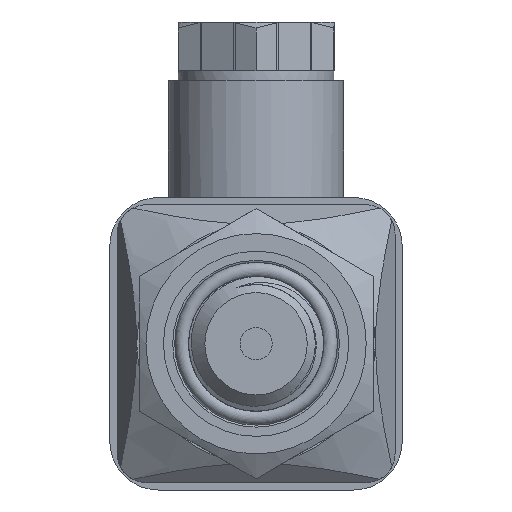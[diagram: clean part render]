
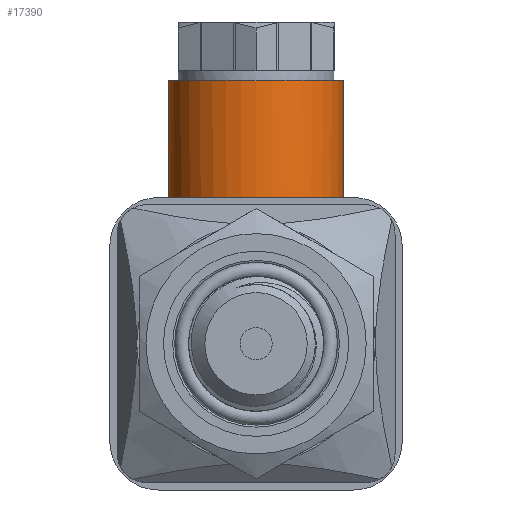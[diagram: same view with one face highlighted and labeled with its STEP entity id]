
A CAD part, left-side view. The second image highlights one B-rep face of the part: STEP entity #17390.
In plain terms, the highlighted cylindrical face has radius 9 mm (diameter 18 mm), a full revolution.
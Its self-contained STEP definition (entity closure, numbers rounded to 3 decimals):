
#1973=FACE_OUTER_BOUND('',#3036,.T.);
#3036=EDGE_LOOP('',(#16181,#16182,#16183,#16184,#16185,#16186,#16187));
#3417=CIRCLE('',#18527,9.);
#3418=CIRCLE('',#18528,9.);
#3443=CIRCLE('',#18609,9.);
#3993=B_SPLINE_CURVE_WITH_KNOTS('',3,(#46348,#46349,#46350,#46351,#46352,
#46353,#46354,#46355,#46356,#46357),.UNSPECIFIED.,.F.,.F.,(4,2,1,1,1,1,
4),(-0.002,0.,0.204,0.408,0.611,
0.815,1.019),.UNSPECIFIED.);
#3994=B_SPLINE_CURVE_WITH_KNOTS('',3,(#46426,#46427,#46428,#46429,#46430,
#46431,#46432,#46433,#46434,#46435,#46436,#46437),.UNSPECIFIED.,.F.,.F.,
(4,1,1,1,1,1,1,2,4),(0.,0.204,0.306,
0.408,0.509,0.611,0.815,
1.019,1.02),.UNSPECIFIED.);
#5507=LINE('',#46765,#7038);
#7038=VECTOR('',#22338,9.);
#8346=VERTEX_POINT('',#43829);
#8607=VERTEX_POINT('',#46346);
#8608=VERTEX_POINT('',#46359);
#8610=VERTEX_POINT('',#46363);
#8701=VERTEX_POINT('',#46763);
#11054=EDGE_CURVE('',#8346,#8607,#3993,.T.);
#11057=EDGE_CURVE('',#8607,#8610,#3417,.T.);
#11058=EDGE_CURVE('',#8610,#8608,#3418,.T.);
#11059=EDGE_CURVE('',#8608,#8346,#3994,.T.);
#11204=EDGE_CURVE('',#8701,#8701,#3443,.T.);
#11205=EDGE_CURVE('',#8701,#8610,#5507,.T.);
#16181=ORIENTED_EDGE('',*,*,#11204,.F.);
#16182=ORIENTED_EDGE('',*,*,#11205,.T.);
#16183=ORIENTED_EDGE('',*,*,#11057,.F.);
#16184=ORIENTED_EDGE('',*,*,#11054,.F.);
#16185=ORIENTED_EDGE('',*,*,#11059,.F.);
#16186=ORIENTED_EDGE('',*,*,#11058,.F.);
#16187=ORIENTED_EDGE('',*,*,#11205,.F.);
#16448=CYLINDRICAL_SURFACE('',#18608,9.);
#17390=ADVANCED_FACE('',(#1973),#16448,.T.);
#18527=AXIS2_PLACEMENT_3D('',#46364,#22065,#22066);
#18528=AXIS2_PLACEMENT_3D('',#46365,#22067,#22068);
#18608=AXIS2_PLACEMENT_3D('',#46762,#22334,#22335);
#18609=AXIS2_PLACEMENT_3D('',#46764,#22336,#22337);
#22065=DIRECTION('center_axis',(0.,0.,-1.));
#22066=DIRECTION('ref_axis',(1.,0.,0.));
#22067=DIRECTION('center_axis',(0.,0.,-1.));
#22068=DIRECTION('ref_axis',(1.,0.,0.));
#22334=DIRECTION('center_axis',(0.,0.,1.));
#22335=DIRECTION('ref_axis',(-1.,0.,0.));
#22336=DIRECTION('center_axis',(0.,0.,1.));
#22337=DIRECTION('ref_axis',(-1.,0.,0.));
#22338=DIRECTION('',(0.,0.,-1.));
#43829=CARTESIAN_POINT('',(-28.,0.,10.5));
#46346=CARTESIAN_POINT('',(-24.4,7.2,14.5));
#46348=CARTESIAN_POINT('Ctrl Pts',(-28.,0.,10.5));
#46349=CARTESIAN_POINT('Ctrl Pts',(-28.,0.004,10.503));
#46350=CARTESIAN_POINT('Ctrl Pts',(-28.,0.008,
10.505));
#46351=CARTESIAN_POINT('Ctrl Pts',(-27.999,0.528,
10.871));
#46352=CARTESIAN_POINT('Ctrl Pts',(-27.909,1.565,11.599));
#46353=CARTESIAN_POINT('Ctrl Pts',(-27.501,3.098,12.639));
#46354=CARTESIAN_POINT('Ctrl Pts',(-26.801,4.592,13.566));
#46355=CARTESIAN_POINT('Ctrl Pts',(-25.787,6.,14.28));
#46356=CARTESIAN_POINT('Ctrl Pts',(-24.889,6.833,14.5));
#46357=CARTESIAN_POINT('Ctrl Pts',(-24.4,7.2,14.5));
#46359=CARTESIAN_POINT('',(-24.4,-7.2,14.5));
#46363=CARTESIAN_POINT('',(-10.,0.,14.5));
#46364=CARTESIAN_POINT('Origin',(-19.,0.,14.5));
#46365=CARTESIAN_POINT('Origin',(-19.,0.,14.5));
#46426=CARTESIAN_POINT('Ctrl Pts',(-24.4,-7.2,14.5));
#46427=CARTESIAN_POINT('Ctrl Pts',(-24.889,-6.833,
14.5));
#46428=CARTESIAN_POINT('Ctrl Pts',(-25.563,-6.207,
14.335));
#46429=CARTESIAN_POINT('Ctrl Pts',(-26.294,-5.296,
13.923));
#46430=CARTESIAN_POINT('Ctrl Pts',(-26.763,-4.579,
13.539));
#46431=CARTESIAN_POINT('Ctrl Pts',(-27.15,-3.846,
13.104));
#46432=CARTESIAN_POINT('Ctrl Pts',(-27.569,-2.842,
12.466));
#46433=CARTESIAN_POINT('Ctrl Pts',(-27.909,-1.565,
11.6));
#46434=CARTESIAN_POINT('Ctrl Pts',(-27.999,-0.528,
10.871));
#46435=CARTESIAN_POINT('Ctrl Pts',(-28.,-0.008,
10.505));
#46436=CARTESIAN_POINT('Ctrl Pts',(-28.,-0.004,10.503));
#46437=CARTESIAN_POINT('Ctrl Pts',(-28.,0.,10.5));
#46762=CARTESIAN_POINT('Origin',(-19.,0.,13.5));
#46763=CARTESIAN_POINT('',(-10.,0.,27.));
#46764=CARTESIAN_POINT('Origin',(-19.,0.,27.));
#46765=CARTESIAN_POINT('',(-10.,0.,13.5));
